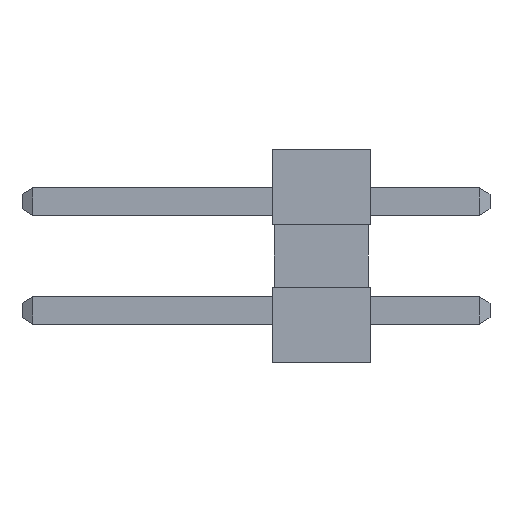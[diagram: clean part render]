
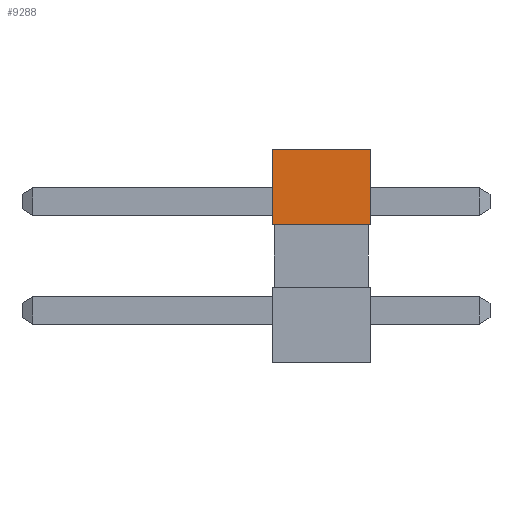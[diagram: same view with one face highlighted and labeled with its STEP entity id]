
A CAD part, left-side view. The second image highlights one B-rep face of the part: STEP entity #9288.
In plain terms, the highlighted planar face has unit normal (-1, 0, 0).
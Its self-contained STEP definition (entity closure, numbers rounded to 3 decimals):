
#877=DIRECTION('',(0.,0.,1.));
#878=VECTOR('',#877,1.765);
#879=CARTESIAN_POINT('',(-6.35,-1.145,0.725));
#880=LINE('',#879,#878);
#2665=DIRECTION('',(0.,-1.,0.));
#2666=VECTOR('',#2665,2.29);
#2667=CARTESIAN_POINT('',(-6.35,1.145,2.49));
#2668=LINE('',#2667,#2666);
#2901=DIRECTION('',(0.,-1.,0.));
#2902=VECTOR('',#2901,2.29);
#2903=CARTESIAN_POINT('',(-6.35,1.145,0.725));
#2904=LINE('',#2903,#2902);
#3145=DIRECTION('',(0.,0.,1.));
#3146=VECTOR('',#3145,1.765);
#3147=CARTESIAN_POINT('',(-6.35,1.145,0.725));
#3148=LINE('',#3147,#3146);
#3161=CARTESIAN_POINT('',(-6.35,1.145,2.49));
#3162=CARTESIAN_POINT('',(-6.35,-1.145,2.49));
#3163=VERTEX_POINT('',#3161);
#3164=VERTEX_POINT('',#3162);
#3515=CARTESIAN_POINT('',(-6.35,1.145,0.725));
#3516=VERTEX_POINT('',#3515);
#3519=CARTESIAN_POINT('',(-6.35,-1.145,0.725));
#3520=VERTEX_POINT('',#3519);
#9277=CARTESIAN_POINT('',(-6.35,1.145,-2.49));
#9278=DIRECTION('',(-1.,0.,0.));
#9279=DIRECTION('',(0.,-1.,0.));
#9280=AXIS2_PLACEMENT_3D('',#9277,#9278,#9279);
#9281=PLANE('',#9280);
#9282=ORIENTED_EDGE('',*,*,#8771,.F.);
#9283=ORIENTED_EDGE('',*,*,#4419,.T.);
#9284=ORIENTED_EDGE('',*,*,#8443,.T.);
#9285=ORIENTED_EDGE('',*,*,#5098,.F.);
#9286=EDGE_LOOP('',(#9282,#9283,#9284,#9285));
#9287=FACE_OUTER_BOUND('',#9286,.F.);
#9288=ADVANCED_FACE('',(#9287),#9281,.T.);
#4419=EDGE_CURVE('',#3516,#3163,#3148,.T.);
#5098=EDGE_CURVE('',#3520,#3164,#880,.T.);
#8443=EDGE_CURVE('',#3163,#3164,#2668,.T.);
#8771=EDGE_CURVE('',#3516,#3520,#2904,.T.);
